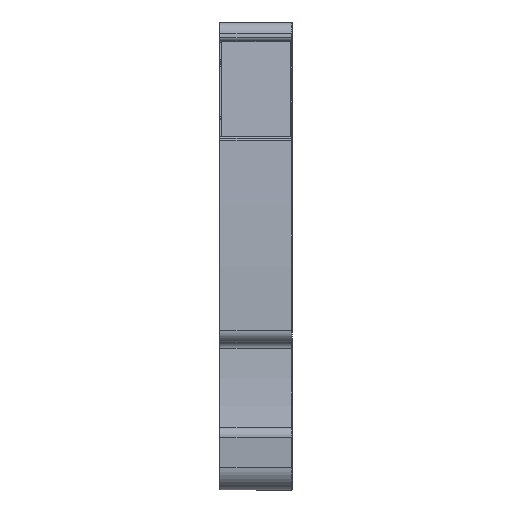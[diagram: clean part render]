
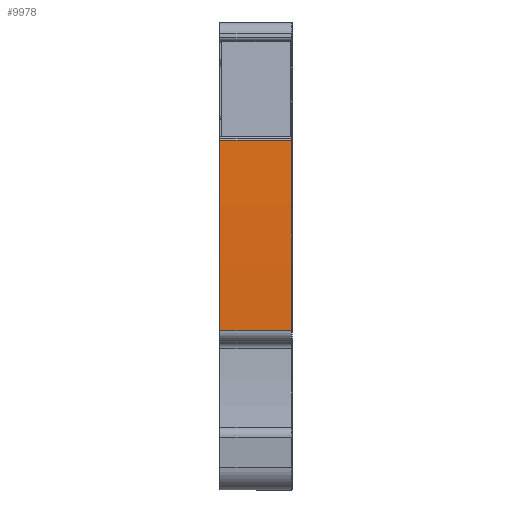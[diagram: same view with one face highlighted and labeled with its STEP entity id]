
A CAD part, front view. The second image highlights one B-rep face of the part: STEP entity #9978.
In plain terms, the highlighted cylindrical face has radius 198.503 mm (diameter 397.006 mm), a partial arc.
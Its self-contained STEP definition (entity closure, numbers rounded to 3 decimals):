
#9943=AXIS2_PLACEMENT_3D('Cylinder Axis2P3D',#9940,#9941,#9942) ;
#9956=AXIS2_PLACEMENT_3D('Circle Axis2P3D',#9954,#9955,$) ;
#9963=AXIS2_PLACEMENT_3D('Circle Axis2P3D',#9961,#9962,$) ;
#9968=AXIS2_PLACEMENT_3D('Circle Axis2P3D',#9966,#9967,$) ;
#9914=CARTESIAN_POINT('Line Origine',(3.05,1.529,13.435)) ;
#9918=CARTESIAN_POINT('Vertex',(0.,1.529,13.435)) ;
#9920=CARTESIAN_POINT('Vertex',(6.05,1.529,13.435)) ;
#9940=CARTESIAN_POINT('Axis2P3D Location',(3.05,200.008,16.501)) ;
#9945=CARTESIAN_POINT('Line Origine',(3.05,1.929,29.464)) ;
#9949=CARTESIAN_POINT('Vertex',(0.,1.929,29.464)) ;
#9951=CARTESIAN_POINT('Vertex',(6.05,1.929,29.464)) ;
#9954=CARTESIAN_POINT('Axis2P3D Location',(0.,200.008,16.501)) ;
#9958=CARTESIAN_POINT('Vertex',(0.,1.528,13.45)) ;
#9961=CARTESIAN_POINT('Axis2P3D Location',(0.,200.008,16.501)) ;
#9966=CARTESIAN_POINT('Axis2P3D Location',(6.05,200.008,16.501)) ;
#9915=DIRECTION('Vector Direction',(1.,0.,0.)) ;
#9941=DIRECTION('Axis2P3D Direction',(1.,0.,0.)) ;
#9942=DIRECTION('Axis2P3D XDirection',(0.,-0.994,0.111)) ;
#9946=DIRECTION('Vector Direction',(1.,0.,0.)) ;
#9955=DIRECTION('Axis2P3D Direction',(1.,0.,0.)) ;
#9962=DIRECTION('Axis2P3D Direction',(1.,0.,0.)) ;
#9967=DIRECTION('Axis2P3D Direction',(1.,0.,0.)) ;
#9916=VECTOR('Line Direction',#9915,1.) ;
#9947=VECTOR('Line Direction',#9946,1.) ;
#9972=ORIENTED_EDGE('',*,*,#9953,.F.) ;
#9973=ORIENTED_EDGE('',*,*,#9960,.T.) ;
#9974=ORIENTED_EDGE('',*,*,#9965,.T.) ;
#9975=ORIENTED_EDGE('',*,*,#9922,.T.) ;
#9976=ORIENTED_EDGE('',*,*,#9970,.F.) ;
#9978=ADVANCED_FACE('MLD_GN',(#9977),#9944,.T.) ;
#9957=CIRCLE('generated circle',#9956,198.503) ;
#9964=CIRCLE('generated circle',#9963,198.503) ;
#9969=CIRCLE('generated circle',#9968,198.503) ;
#9944=CYLINDRICAL_SURFACE('generated cylinder',#9943,198.503) ;
#9922=EDGE_CURVE('',#9919,#9921,#9917,.T.) ;
#9953=EDGE_CURVE('',#9950,#9952,#9948,.T.) ;
#9960=EDGE_CURVE('',#9950,#9959,#9957,.T.) ;
#9965=EDGE_CURVE('',#9959,#9919,#9964,.T.) ;
#9970=EDGE_CURVE('',#9952,#9921,#9969,.T.) ;
#9971=EDGE_LOOP('',(#9972,#9973,#9974,#9975,#9976)) ;
#9977=FACE_OUTER_BOUND('',#9971,.T.) ;
#9917=LINE('Line',#9914,#9916) ;
#9948=LINE('Line',#9945,#9947) ;
#9919=VERTEX_POINT('',#9918) ;
#9921=VERTEX_POINT('',#9920) ;
#9950=VERTEX_POINT('',#9949) ;
#9952=VERTEX_POINT('',#9951) ;
#9959=VERTEX_POINT('',#9958) ;
